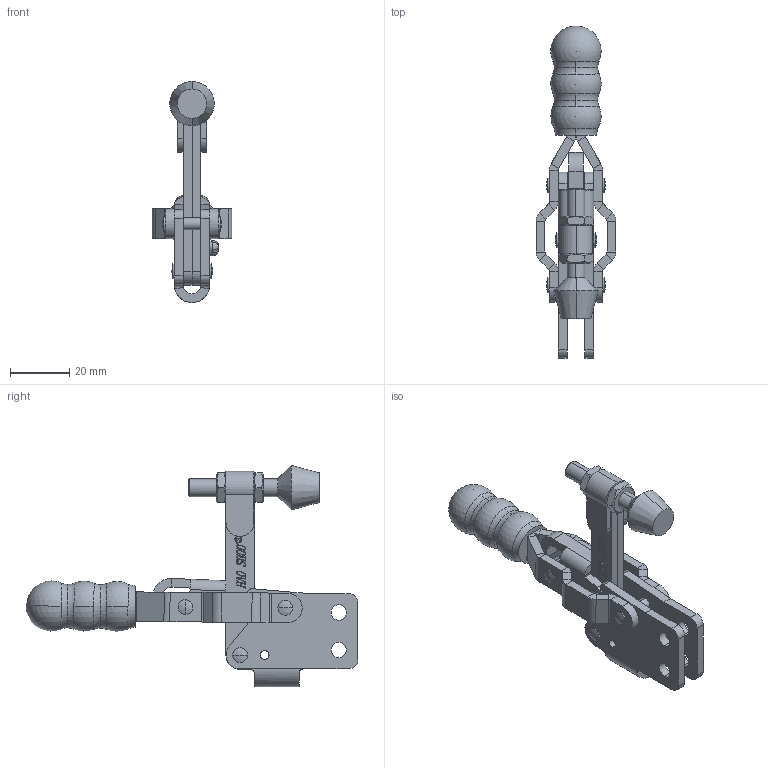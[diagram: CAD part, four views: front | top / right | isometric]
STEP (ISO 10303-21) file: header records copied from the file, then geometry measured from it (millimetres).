
FILE_DESCRIPTION (( 'STEP AP203' ), '1' );
FILE_NAME ('HS-12065.STEP', '2019-09-18T07:58:47', ( '微软用户' ), ( '微软中国' ), 'SwSTEP 2.0', 'SolidWorks 2012', '' );
FILE_SCHEMA (( 'CONFIG_CONTROL_DESIGN' ));
Length unit declared in the file: millimetre
Products named in the file (12): HS-12065; 菁釱; hex thin nuts-grades ab-chamfered gb_GB_FASTENER_NUT_STNAB M6-N; hexagon head bolts-full thread gb_GB_FASTENER_BOLT_STBAB A M6X40-C; 酗种; 揤輸; 忒梟; 忒參; 妗陑揤參; 蟀裝; 標參; 傻种
Assembly tree (16 placements, depth 2):
  HS-12065
    傻种  x2
    標參
    蟀裝
    妗陑揤參  x2
    忒參
    忒梟  x2
    揤輸
    酗种  x2
    hexagon head bolts-full thread gb_GB_FASTENER_BOLT_STBAB A M6X40-C
    hex thin nuts-grades ab-chamfered gb_GB_FASTENER_NUT_STNAB M6-N  x2
    菁釱
Bounding box: 27 x 112.39 x 74.88 mm (x, y, z)
Volume: 26634.5 mm3; surface area: 23048.2 mm2
Topology: 16 solids, 16 shells, 1084 faces, 2840 edges, 1840 vertices
Faces by surface type: plane 580, bspline 286, cylinder 155, cone 28, sphere 25, torus 10
Entity records: 28212 total; most frequent: CARTESIAN_POINT 12004, ORIENTED_EDGE 3290, DIRECTION 2643, EDGE_CURVE 1645, VERTEX_POINT 1062, LINE 1003, VECTOR 1003, AXIS2_PLACEMENT_3D 820
